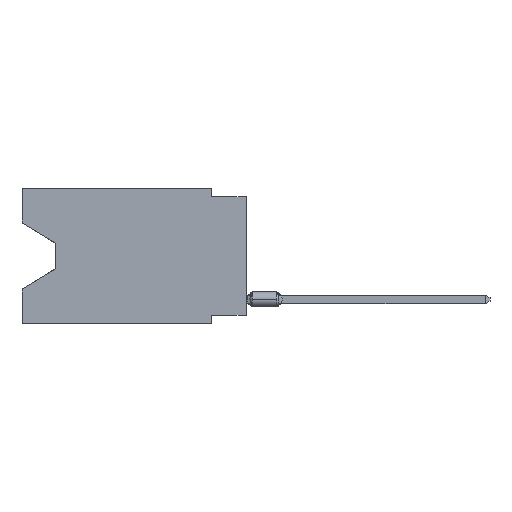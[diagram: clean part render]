
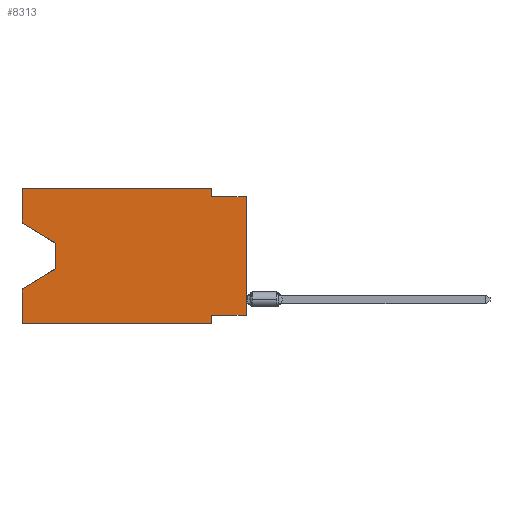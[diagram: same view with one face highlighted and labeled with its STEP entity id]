
A CAD part, left-side view. The second image highlights one B-rep face of the part: STEP entity #8313.
In plain terms, the highlighted planar face has unit normal (-1, 0, 0).
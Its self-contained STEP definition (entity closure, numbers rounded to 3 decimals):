
#35 = CARTESIAN_POINT ( 'NONE',  ( 0., 16.383, 0. ) ) ;
#475 = LINE ( 'NONE', #15377, #5304 ) ;
#510 = EDGE_CURVE ( 'NONE', #22953, #3089, #17928, .T. ) ;
#606 = DIRECTION ( 'NONE',  ( 0., -1., 0. ) ) ;
#664 = LINE ( 'NONE', #2691, #14247 ) ;
#1259 = CARTESIAN_POINT ( 'NONE',  ( 0., 16.383, 0. ) ) ;
#1330 = VECTOR ( 'NONE', #606, 1000. ) ;
#1395 = DIRECTION ( 'NONE',  ( 0., 0., 1. ) ) ;
#1473 = EDGE_CURVE ( 'NONE', #4877, #7927, #664, .T. ) ;
#1705 = ORIENTED_EDGE ( 'NONE', *, *, #22591, .F. ) ;
#2308 = ORIENTED_EDGE ( 'NONE', *, *, #8906, .T. ) ;
#2486 = CARTESIAN_POINT ( 'NONE',  ( 0., 0., -9.271 ) ) ;
#2512 = VERTEX_POINT ( 'NONE', #4098 ) ;
#2691 = CARTESIAN_POINT ( 'NONE',  ( 0., 2.54, 0. ) ) ;
#2817 = CARTESIAN_POINT ( 'NONE',  ( 0., 13.97, -5.893 ) ) ;
#2850 = CARTESIAN_POINT ( 'NONE',  ( 0., 0., 0. ) ) ;
#3031 = ORIENTED_EDGE ( 'NONE', *, *, #10790, .F. ) ;
#3089 = VERTEX_POINT ( 'NONE', #15088 ) ;
#3293 = CARTESIAN_POINT ( 'NONE',  ( 0., 16.383, 0. ) ) ;
#3321 = DIRECTION ( 'NONE',  ( 0., 0., 1. ) ) ;
#3773 = DIRECTION ( 'NONE',  ( 0., -1., 0. ) ) ;
#3863 = PLANE ( 'NONE',  #22133 ) ;
#4072 = EDGE_CURVE ( 'NONE', #8444, #18647, #5020, .T. ) ;
#4098 = CARTESIAN_POINT ( 'NONE',  ( 0., 0., -9.271 ) ) ;
#4187 = ORIENTED_EDGE ( 'NONE', *, *, #510, .F. ) ;
#4406 = ORIENTED_EDGE ( 'NONE', *, *, #1473, .F. ) ;
#4594 = CARTESIAN_POINT ( 'NONE',  ( 0., 16.383, -2.546 ) ) ;
#4877 = VERTEX_POINT ( 'NONE', #19102 ) ;
#5020 = LINE ( 'NONE', #19785, #10925 ) ;
#5251 = VECTOR ( 'NONE', #8807, 1000. ) ;
#5304 = VECTOR ( 'NONE', #19122, 1000. ) ;
#5506 = CARTESIAN_POINT ( 'NONE',  ( 0., 2.54, -9.271 ) ) ;
#5698 = CARTESIAN_POINT ( 'NONE',  ( 0., 0., -0.635 ) ) ;
#6696 = CARTESIAN_POINT ( 'NONE',  ( 0., 16.383, -7.36 ) ) ;
#7792 = VERTEX_POINT ( 'NONE', #20021 ) ;
#7927 = VERTEX_POINT ( 'NONE', #21844 ) ;
#8128 = VERTEX_POINT ( 'NONE', #13685 ) ;
#8145 = ORIENTED_EDGE ( 'NONE', *, *, #9431, .T. ) ;
#8313 = ADVANCED_FACE ( 'NONE', ( #21676 ), #3863, .F. ) ;
#8444 = VERTEX_POINT ( 'NONE', #4594 ) ;
#8501 = VECTOR ( 'NONE', #3773, 1000. ) ;
#8807 = DIRECTION ( 'NONE',  ( 0., 0., -1. ) ) ;
#8856 = CARTESIAN_POINT ( 'NONE',  ( 0., 13.97, -4.013 ) ) ;
#8860 = ORIENTED_EDGE ( 'NONE', *, *, #17007, .T. ) ;
#8906 = EDGE_CURVE ( 'NONE', #2512, #19935, #19310, .T. ) ;
#8945 = DIRECTION ( 'NONE',  ( 0., 0., -1. ) ) ;
#9431 = EDGE_CURVE ( 'NONE', #8128, #18560, #15674, .T. ) ;
#9924 = CARTESIAN_POINT ( 'NONE',  ( 0., 13.97, -4.013 ) ) ;
#10790 = EDGE_CURVE ( 'NONE', #2512, #22953, #21001, .T. ) ;
#10925 = VECTOR ( 'NONE', #12323, 1000. ) ;
#11188 = DIRECTION ( 'NONE',  ( 1., 0., 0. ) ) ;
#11257 = EDGE_LOOP ( 'NONE', ( #17803, #8860, #8145, #20634, #22036, #4187, #3031, #2308, #14898, #4406, #11688, #1705 ) ) ;
#11688 = ORIENTED_EDGE ( 'NONE', *, *, #22605, .F. ) ;
#12108 = VECTOR ( 'NONE', #20336, 1000. ) ;
#12323 = DIRECTION ( 'NONE',  ( 0., -0.855, -0.519 ) ) ;
#12894 = LINE ( 'NONE', #20229, #8501 ) ;
#13563 = EDGE_CURVE ( 'NONE', #7792, #3089, #12894, .T. ) ;
#13588 = CARTESIAN_POINT ( 'NONE',  ( 0., 16.383, 0. ) ) ;
#13685 = CARTESIAN_POINT ( 'NONE',  ( 0., 13.97, -5.893 ) ) ;
#13701 = VECTOR ( 'NONE', #17266, 1000. ) ;
#14247 = VECTOR ( 'NONE', #19399, 1000. ) ;
#14379 = CARTESIAN_POINT ( 'NONE',  ( 0., 0., -0.635 ) ) ;
#14431 = CARTESIAN_POINT ( 'NONE',  ( 0., 2.54, -9.906 ) ) ;
#14898 = ORIENTED_EDGE ( 'NONE', *, *, #20801, .F. ) ;
#15088 = CARTESIAN_POINT ( 'NONE',  ( 0., 2.54, -9.906 ) ) ;
#15377 = CARTESIAN_POINT ( 'NONE',  ( 0., 16.383, 0. ) ) ;
#15674 = LINE ( 'NONE', #2817, #23560 ) ;
#16863 = VERTEX_POINT ( 'NONE', #35 ) ;
#17007 = EDGE_CURVE ( 'NONE', #18647, #8128, #22277, .T. ) ;
#17048 = VECTOR ( 'NONE', #3321, 1000. ) ;
#17266 = DIRECTION ( 'NONE',  ( 0., 1., 0. ) ) ;
#17277 = LINE ( 'NONE', #1259, #17048 ) ;
#17803 = ORIENTED_EDGE ( 'NONE', *, *, #4072, .T. ) ;
#17928 = LINE ( 'NONE', #14431, #5251 ) ;
#18416 = LINE ( 'NONE', #5698, #12108 ) ;
#18511 = EDGE_CURVE ( 'NONE', #7792, #18560, #17277, .T. ) ;
#18560 = VERTEX_POINT ( 'NONE', #6696 ) ;
#18647 = VERTEX_POINT ( 'NONE', #8856 ) ;
#19102 = CARTESIAN_POINT ( 'NONE',  ( 0., 2.54, 0. ) ) ;
#19122 = DIRECTION ( 'NONE',  ( 0., 0., 1. ) ) ;
#19310 = LINE ( 'NONE', #2850, #20079 ) ;
#19399 = DIRECTION ( 'NONE',  ( 0., 0., -1. ) ) ;
#19785 = CARTESIAN_POINT ( 'NONE',  ( 0., 16.383, -2.546 ) ) ;
#19935 = VERTEX_POINT ( 'NONE', #14379 ) ;
#20021 = CARTESIAN_POINT ( 'NONE',  ( 0., 16.383, -9.906 ) ) ;
#20079 = VECTOR ( 'NONE', #1395, 1000. ) ;
#20229 = CARTESIAN_POINT ( 'NONE',  ( 0., 16.383, -9.906 ) ) ;
#20336 = DIRECTION ( 'NONE',  ( 0., -1., 0. ) ) ;
#20634 = ORIENTED_EDGE ( 'NONE', *, *, #18511, .F. ) ;
#20801 = EDGE_CURVE ( 'NONE', #7927, #19935, #18416, .T. ) ;
#20838 = DIRECTION ( 'NONE',  ( 0., 0., -1. ) ) ;
#21001 = LINE ( 'NONE', #2486, #13701 ) ;
#21367 = VECTOR ( 'NONE', #20838, 1000. ) ;
#21676 = FACE_OUTER_BOUND ( 'NONE', #11257, .T. ) ;
#21844 = CARTESIAN_POINT ( 'NONE',  ( 0., 2.54, -0.635 ) ) ;
#22036 = ORIENTED_EDGE ( 'NONE', *, *, #13563, .T. ) ;
#22133 = AXIS2_PLACEMENT_3D ( 'NONE', #3293, #11188, #8945 ) ;
#22277 = LINE ( 'NONE', #9924, #21367 ) ;
#22591 = EDGE_CURVE ( 'NONE', #8444, #16863, #475, .T. ) ;
#22605 = EDGE_CURVE ( 'NONE', #16863, #4877, #22704, .T. ) ;
#22704 = LINE ( 'NONE', #13588, #1330 ) ;
#22953 = VERTEX_POINT ( 'NONE', #5506 ) ;
#23000 = DIRECTION ( 'NONE',  ( 0., 0.855, -0.519 ) ) ;
#23560 = VECTOR ( 'NONE', #23000, 1000. ) ;
